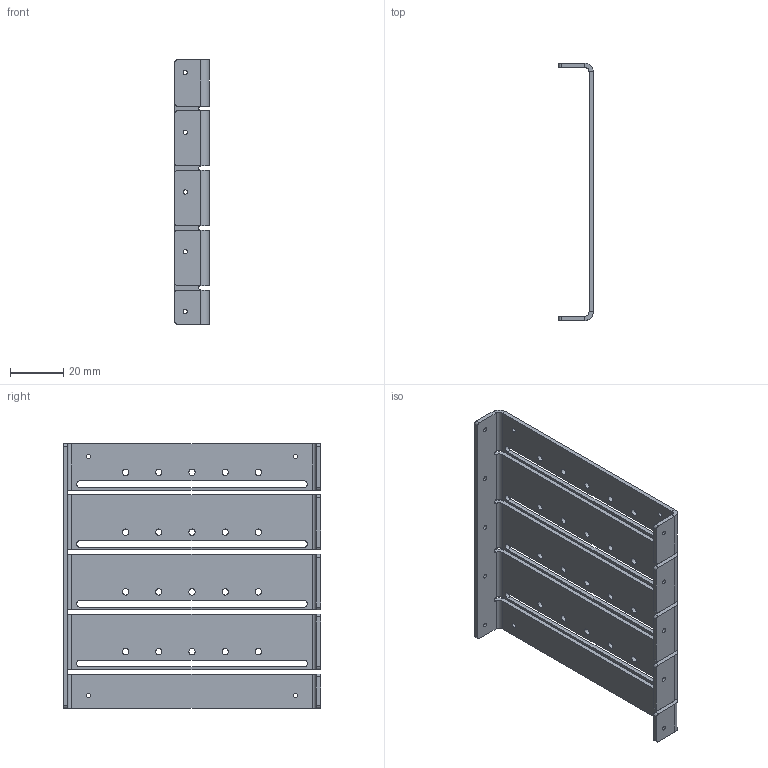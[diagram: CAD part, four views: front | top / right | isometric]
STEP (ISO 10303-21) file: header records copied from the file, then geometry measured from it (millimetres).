
FILE_DESCRIPTION(/* description */ (''),/* implementation_level */ '2;1');
FILE_NAME(/* name */ 'X+ Face PCB Clamp.step',/* time_stamp */ '2021-10-05T14:36:09-07:00',/* author */ (''),/* organization */ (''),/* preprocessor_version */ 'ST-DEVELOPER v18.1',/* originating_system */ 'Autodesk Translation Framework v10.10.0.1391',/* authorisation */ '');
FILE_SCHEMA (('AUTOMOTIVE_DESIGN { 1 0 10303 214 3 1 1 }'));
Length unit declared in the file: millimetre
Products named in the file (1): X+ Face PCB Clamp
Bounding box: 13 x 96.8 x 99.5 mm (x, y, z)
Volume: 15957.1 mm3; surface area: 23502.4 mm2
Topology: 1 solids, 1 shells, 132 faces, 358 edges, 228 vertices
Faces by surface type: cylinder 78, plane 54
Full cylindrical faces by diameter (mm): 1.6 x14, 2.4 x20
Entity records: 4374 total; most frequent: DIRECTION 780, CARTESIAN_POINT 719, ORIENTED_EDGE 716, EDGE_CURVE 358, AXIS2_PLACEMENT_3D 289, VERTEX_POINT 228, EDGE_LOOP 208, LINE 202
